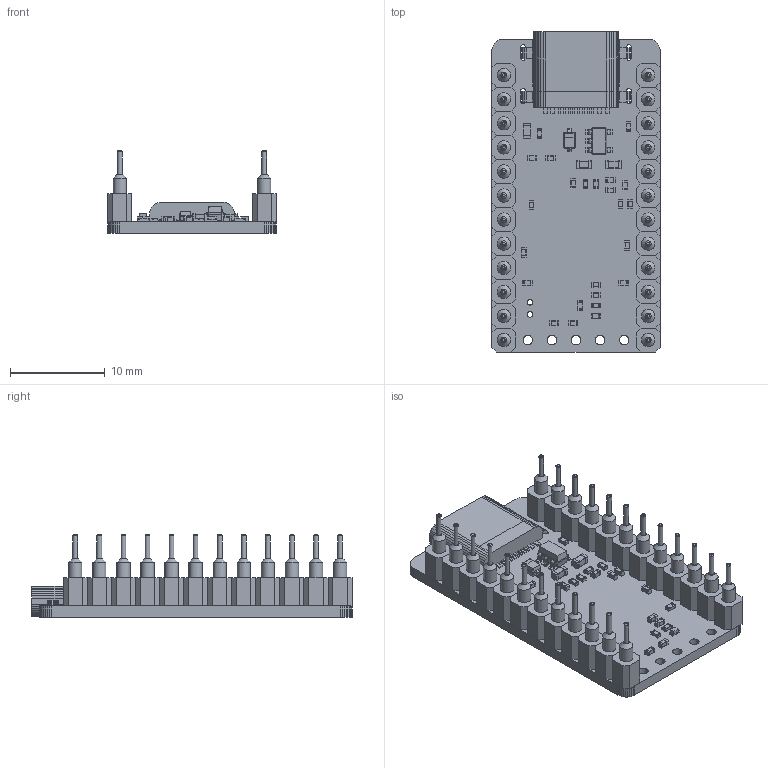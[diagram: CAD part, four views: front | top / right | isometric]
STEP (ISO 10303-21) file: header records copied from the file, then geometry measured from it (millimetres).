
FILE_DESCRIPTION(/* description */ (''),/* implementation_level */ '2;1');
FILE_NAME(/* name */ 'splinky-side-headers.step',/* time_stamp */ '2024-05-05T12:08:39+02:00',/* author */ (''),/* organization */ (''),/* preprocessor_version */ 'ST-DEVELOPER v20',/* originating_system */ 'Autodesk Translation Framework v12.20.1.177',/* authorisation */ '');
FILE_SCHEMA (('AUTOMOTIVE_DESIGN { 1 0 10303 214 3 1 1 }'));
Length unit declared in the file: millimetre
Products named in the file (23): splinky-headers; pcb; D_SOD-323; SOLID (2); SOT-23-5; SOLID (3); TYPE-C-31-M-14; COMPOUND; L_0603_1608Metric; SOLID (4); LED_0402_1005Metric; SOLID (5); R_0402_1005Metric; SOLID (1); C_0603_1608Metric; SOLID (6); C_0402_1005Metric; SOLID; 0xB2 PCB; header-female-x12; header-female-x12_1; header-female-x12_2; Header-Female-round
Assembly tree (67 placements, depth 4):
  splinky-headers
    pcb
      C_0402_1005Metric  x12
        SOLID
      R_0402_1005Metric  x11
        SOLID (1)
      D_SOD-323
        SOLID (2)
      SOT-23-5
        SOLID (3)
      TYPE-C-31-M-14
        COMPOUND
      L_0603_1608Metric
        SOLID (4)
      LED_0402_1005Metric
        SOLID (5)
      C_0603_1608Metric  x2
        SOLID (6)
      0xB2 PCB
    header-female-x12
      Header-Female-round  x11
    header-female-x12_1
      Header-Female-round  x11
    header-female-x12_2
      Header-Female-round  x2
Bounding box: 17.78 x 33.78 x 8.68 mm (x, y, z)
Volume: 1206.6 mm3; surface area: 3548 mm2
Topology: 75 solids, 75 shells, 1934 faces, 4755 edges, 3102 vertices
Faces by surface type: plane 1427, cylinder 435, cone 48, torus 24
Full cylindrical faces by diameter (mm): 0.5 x26, 0.6 x26, 0.65 x2, 1 x29, 1.4 x24, 1.8 x24
Entity records: 27397 total; most frequent: CARTESIAN_POINT 4655, ORIENTED_EDGE 4490, DIRECTION 4377, EDGE_CURVE 2245, LINE 2003, VECTOR 2003, VERTEX_POINT 1465, AXIS2_PLACEMENT_3D 1187
